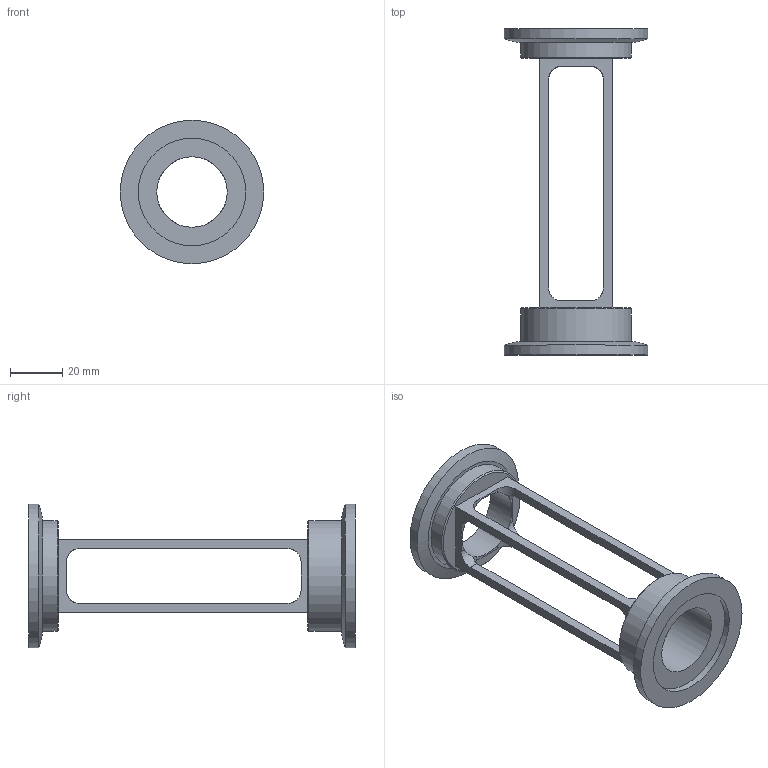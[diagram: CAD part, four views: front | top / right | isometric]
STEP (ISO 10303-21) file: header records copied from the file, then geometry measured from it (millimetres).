
FILE_DESCRIPTION(/* description */ (''),/* implementation_level */ '2;1');
FILE_NAME(/* name */ 'Small_Nozzle_Testchamber-D10000000189304_A001.stp',/* time_stamp */ '2020-09-01T10:00:22+02:00',/* author */ (''),/* organization */ (''),/* preprocessor_version */ 'ST-DEVELOPER v16.7',/* originating_system */ 'SIEMENS PLM Software NX 1872',/* authorisation */ '');
FILE_SCHEMA (('AUTOMOTIVE_DESIGN { 1 0 10303 214 3 1 1 1 }'));
Length unit declared in the file: millimetre
Products named in the file (1): Small_Nozzle_Testchamber-D10000000189304-D10000000189304_A001
Bounding box: 55 x 125 x 55 mm (x, y, z)
Volume: 35754.3 mm3; surface area: 19857.1 mm2
Topology: 1 solids, 1 shells, 56 faces, 148 edges, 96 vertices
Faces by surface type: plane 28, cylinder 24, cone 4
Full cylindrical faces by diameter (mm): 27 x2, 41.2 x2, 42.5 x2, 55 x2
Entity records: 1684 total; most frequent: CARTESIAN_POINT 325, DIRECTION 278, ORIENTED_EDGE 260, EDGE_CURVE 130, AXIS2_PLACEMENT_3D 107, VERTEX_POINT 90, EDGE_LOOP 80, LINE 64
